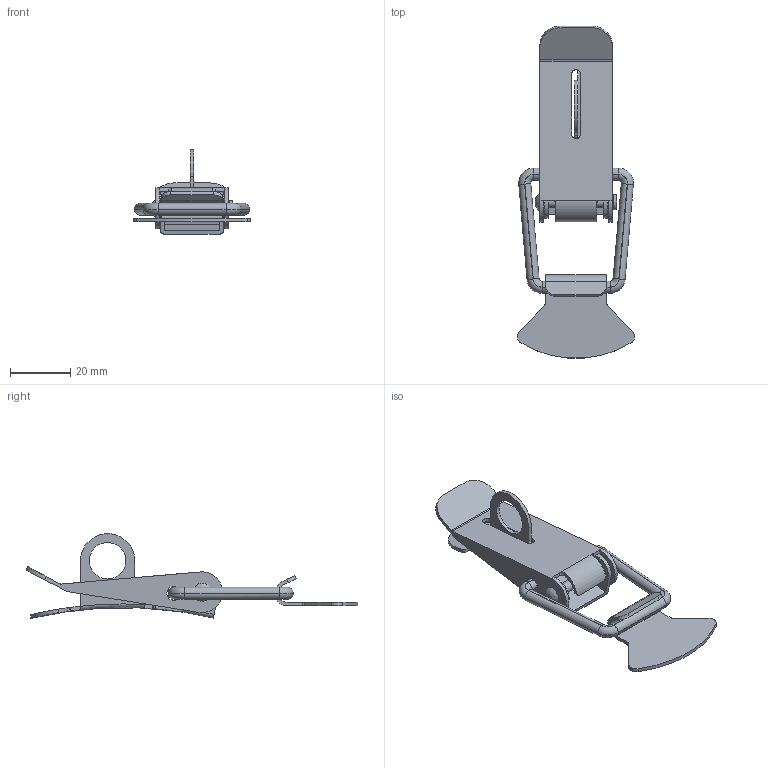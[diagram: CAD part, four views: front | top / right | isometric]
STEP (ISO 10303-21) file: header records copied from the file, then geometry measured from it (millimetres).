
FILE_DESCRIPTION(/* description */ (''),/* implementation_level */ '2;1');
FILE_NAME(/* name */ 'DK505.stp',/* time_stamp */ '2024-07-31T10:14:28+08:00',/* author */ (''),/* organization */ (''),/* preprocessor_version */ 'ST-DEVELOPER v15',/* originating_system */ 'SIEMENS PLM Software NX 8.5',/* authorisation */ '');
FILE_SCHEMA (('CONFIG_CONTROL_DESIGN'));
Length unit declared in the file: millimetre
Products named in the file (1): DK505-1_dwg
Bounding box: 38.89 x 110.06 x 28.08 mm (x, y, z)
Volume: 7234.3 mm3; surface area: 11825.7 mm2
Topology: 5 solids, 5 shells, 162 faces, 413 edges, 264 vertices
Faces by surface type: cylinder 75, plane 67, torus 18, extrusion 1, bspline 1
Full cylindrical faces by diameter (mm): 3.5 x1, 3.8 x2, 4.5 x2, 4.7 x2, 5 x1, 12.1 x1
Entity records: 5332 total; most frequent: CARTESIAN_POINT 1322, DIRECTION 842, ORIENTED_EDGE 790, EDGE_CURVE 395, AXIS2_PLACEMENT_3D 315, VERTEX_POINT 258, VECTOR 212, LINE 211
